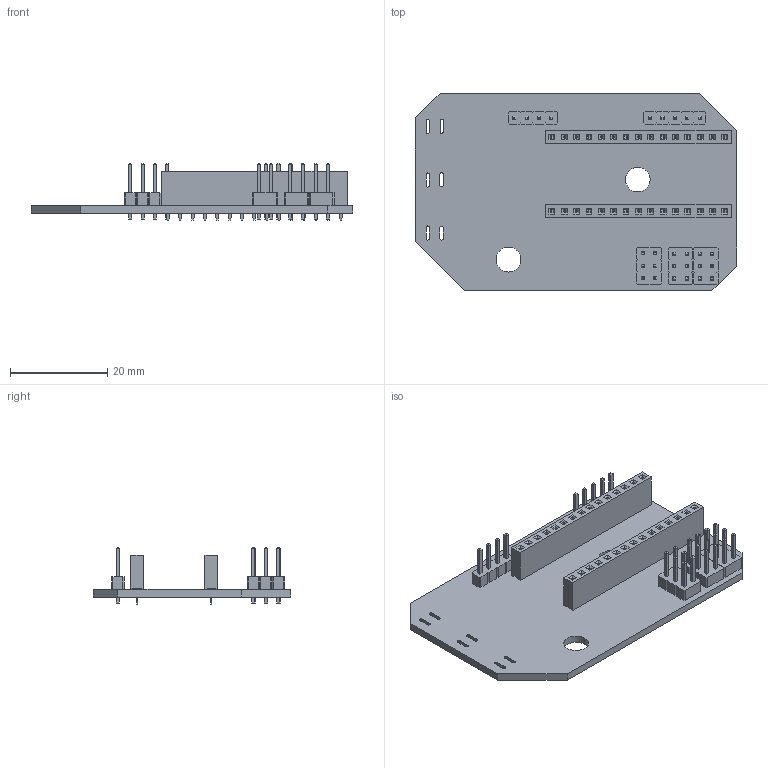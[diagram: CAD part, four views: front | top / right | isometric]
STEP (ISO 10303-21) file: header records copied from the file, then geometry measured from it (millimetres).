
FILE_DESCRIPTION(('KiCad electronic assembly'),'2;1');
FILE_NAME('Roboponic Green PCB v1.3.step','2023-07-20T15:58:28',( 'Pcbnew'),('Kicad'),'Open CASCADE STEP processor 7.6', 'KiCad to STEP converter','Unknown');
FILE_SCHEMA(('AUTOMOTIVE_DESIGN { 1 0 10303 214 1 1 1 1 }'));
Length unit declared in the file: millimetre
Products named in the file (10): Roboponic Green PCB v1.3 1; PinSocket_1x15_P2.54mm_Vertical; SOLID; PinHeader_2x03_P2.54mm_Vertical; PinHeader_1x04_P2.54mm_Vertical; PinHeader_1x05_P2.54mm_Vertical; NanoPonics1 PCB
Assembly tree (12 placements, depth 3):
  Roboponic Green PCB v1.3 1
    PinSocket_1x15_P2.54mm_Vertical  x2
      SOLID
    PinHeader_2x03_P2.54mm_Vertical  x3
      SOLID
    PinHeader_1x04_P2.54mm_Vertical
      SOLID
    PinHeader_1x05_P2.54mm_Vertical
      SOLID
    NanoPonics1 PCB
Bounding box: 66.04 x 40.64 x 11.64 mm (x, y, z)
Volume: 5727.9 mm3; surface area: 9133 mm2
Topology: 8 solids, 8 shells, 1765 faces, 4479 edges, 2874 vertices
Faces by surface type: plane 1706, cylinder 59
Full cylindrical faces by diameter (mm): 1 x57, 5.08 x1, 5.097 x1
Entity records: 71682 total; most frequent: CARTESIAN_POINT 11426, DIRECTION 10051, LINE 7729, VECTOR 7729, ORIENTED_EDGE 5310, PCURVE 5310, DEFINITIONAL_REPRESENTATION 5310, EDGE_CURVE 2655
